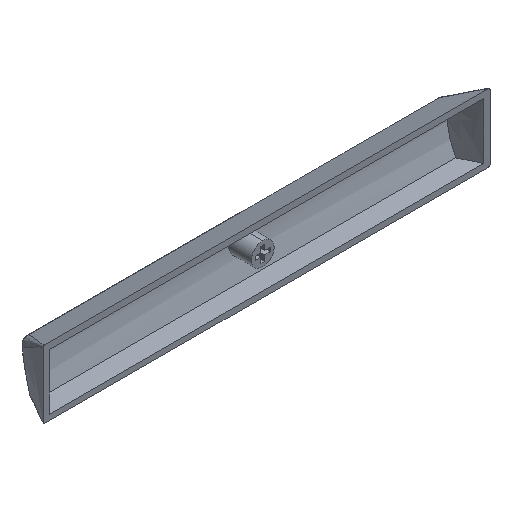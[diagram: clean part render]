
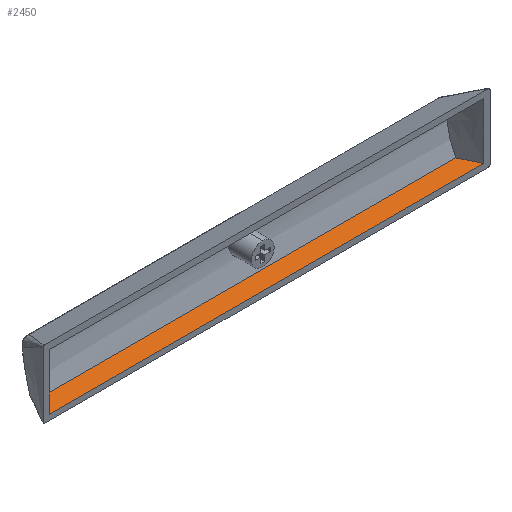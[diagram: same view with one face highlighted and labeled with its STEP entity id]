
A CAD part, isometric view. The second image highlights one B-rep face of the part: STEP entity #2450.
In plain terms, the highlighted planar face has unit normal (0, 0, 1).
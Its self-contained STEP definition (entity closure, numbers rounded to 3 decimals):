
#54 = VECTOR ( 'NONE', #306, 1000. ) ;
#100 = DIRECTION ( 'NONE',  ( 0., 0., 1. ) ) ;
#173 = CARTESIAN_POINT ( 'NONE',  ( 4.038, 4.993, -16.5 ) ) ;
#251 = CARTESIAN_POINT ( 'NONE',  ( 114.051, 4.993, -16.5 ) ) ;
#306 = DIRECTION ( 'NONE',  ( 1., 0., 0. ) ) ;
#322 = CARTESIAN_POINT ( 'NONE',  ( 116.458, 0., -16.5 ) ) ;
#395 = FACE_OUTER_BOUND ( 'NONE', #467, .T. ) ;
#431 = VERTEX_POINT ( 'NONE', #251 ) ;
#460 = ORIENTED_EDGE ( 'NONE', *, *, #1471, .F. ) ;
#467 = EDGE_LOOP ( 'NONE', ( #2144, #2024, #1188, #460 ) ) ;
#481 = DIRECTION ( 'NONE',  ( 1., 0., 0. ) ) ;
#495 = B_SPLINE_CURVE_WITH_KNOTS ( 'NONE', 3,
 ( #2059, #547, #921, #173 ),
 .UNSPECIFIED., .F., .F.,
 ( 4, 4 ),
 ( 0., 0.006 ),
 .UNSPECIFIED. ) ;
#547 = CARTESIAN_POINT ( 'NONE',  ( 2.461, 1.662, -16.5 ) ) ;
#688 = CARTESIAN_POINT ( 'NONE',  ( 114.051, 4.993, -16.5 ) ) ;
#699 = CARTESIAN_POINT ( 'NONE',  ( 0., 8.8, -16.5 ) ) ;
#877 = AXIS2_PLACEMENT_3D ( 'NONE', #699, #100, #481 ) ;
#880 = CARTESIAN_POINT ( 'NONE',  ( 115.653, 1.663, -16.5 ) ) ;
#921 = CARTESIAN_POINT ( 'NONE',  ( 3.253, 3.325, -16.5 ) ) ;
#1001 = CARTESIAN_POINT ( 'NONE',  ( 116.458, 0., -16.5 ) ) ;
#1009 = LINE ( 'NONE', #1237, #54 ) ;
#1188 = ORIENTED_EDGE ( 'NONE', *, *, #1297, .F. ) ;
#1237 = CARTESIAN_POINT ( 'NONE',  ( 4.038, 4.993, -16.5 ) ) ;
#1297 = EDGE_CURVE ( 'NONE', #1389, #1638, #495, .T. ) ;
#1360 = CARTESIAN_POINT ( 'NONE',  ( 0., 0., -16.5 ) ) ;
#1389 = VERTEX_POINT ( 'NONE', #1776 ) ;
#1414 = VERTEX_POINT ( 'NONE', #1001 ) ;
#1438 = B_SPLINE_CURVE_WITH_KNOTS ( 'NONE', 3,
 ( #322, #880, #1451, #688 ),
 .UNSPECIFIED., .F., .F.,
 ( 4, 4 ),
 ( 0., 0.006 ),
 .UNSPECIFIED. ) ;
#1451 = CARTESIAN_POINT ( 'NONE',  ( 114.85, 3.327, -16.5 ) ) ;
#1471 = EDGE_CURVE ( 'NONE', #1414, #1389, #2125, .T. ) ;
#1480 = CARTESIAN_POINT ( 'NONE',  ( 4.038, 4.993, -16.5 ) ) ;
#1638 = VERTEX_POINT ( 'NONE', #1480 ) ;
#1776 = CARTESIAN_POINT ( 'NONE',  ( 1.664, 0., -16.5 ) ) ;
#1922 = EDGE_CURVE ( 'NONE', #1638, #431, #1009, .T. ) ;
#1981 = PLANE ( 'NONE',  #877 ) ;
#2024 = ORIENTED_EDGE ( 'NONE', *, *, #1922, .F. ) ;
#2059 = CARTESIAN_POINT ( 'NONE',  ( 1.664, 0., -16.5 ) ) ;
#2125 = LINE ( 'NONE', #1360, #2271 ) ;
#2144 = ORIENTED_EDGE ( 'NONE', *, *, #2368, .T. ) ;
#2271 = VECTOR ( 'NONE', #2313, 1000. ) ;
#2313 = DIRECTION ( 'NONE',  ( -1., 0., 0. ) ) ;
#2368 = EDGE_CURVE ( 'NONE', #1414, #431, #1438, .T. ) ;
#2450 = ADVANCED_FACE ( 'NONE', ( #395 ), #1981, .T. ) ;
